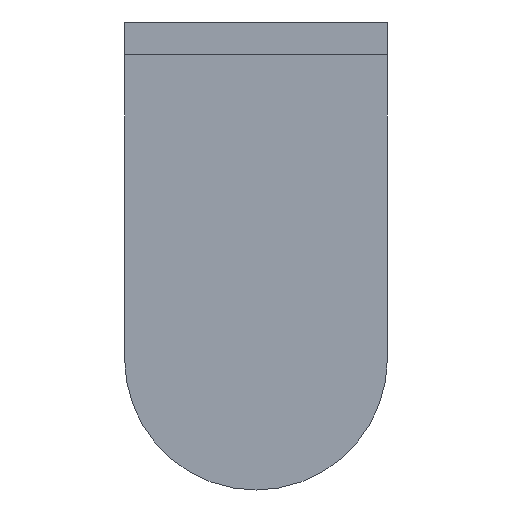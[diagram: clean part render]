
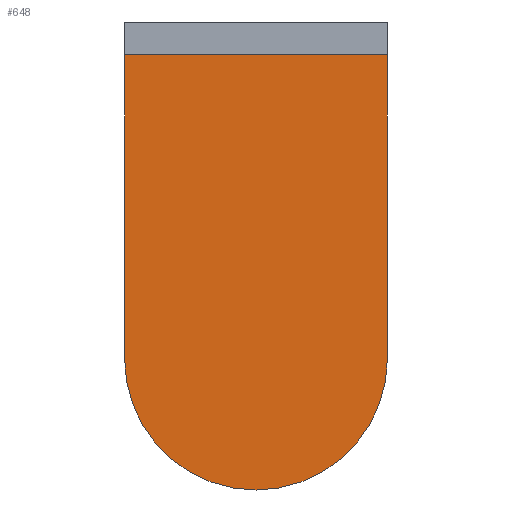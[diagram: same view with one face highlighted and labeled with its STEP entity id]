
A CAD part, left-side view. The second image highlights one B-rep face of the part: STEP entity #648.
In plain terms, the highlighted planar face has unit normal (-1, 0, 0).
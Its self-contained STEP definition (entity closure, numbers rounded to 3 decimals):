
#36=LINE('',#980,#104);
#59=LINE('',#1030,#127);
#60=LINE('',#1031,#128);
#104=VECTOR('',#782,10.);
#127=VECTOR('',#823,10.);
#128=VECTOR('',#824,10.);
#178=FACE_OUTER_BOUND('',#216,.T.);
#216=EDGE_LOOP('',(#480,#481,#482,#483));
#256=CIRCLE('',#699,8.);
#289=VERTEX_POINT('',#978);
#290=VERTEX_POINT('',#979);
#307=VERTEX_POINT('',#1023);
#308=VERTEX_POINT('',#1025);
#352=EDGE_CURVE('',#289,#290,#36,.T.);
#374=EDGE_CURVE('',#308,#307,#256,.T.);
#377=EDGE_CURVE('',#307,#289,#59,.T.);
#378=EDGE_CURVE('',#290,#308,#60,.T.);
#480=ORIENTED_EDGE('',*,*,#377,.T.);
#481=ORIENTED_EDGE('',*,*,#352,.T.);
#482=ORIENTED_EDGE('',*,*,#378,.T.);
#483=ORIENTED_EDGE('',*,*,#374,.T.);
#622=PLANE('',#700);
#648=ADVANCED_FACE('',(#178),#622,.F.);
#699=AXIS2_PLACEMENT_3D('',#1026,#817,#818);
#700=AXIS2_PLACEMENT_3D('',#1029,#821,#822);
#782=DIRECTION('',(0.,1.,0.));
#817=DIRECTION('center_axis',(-1.,0.,0.));
#818=DIRECTION('ref_axis',(0.,-1.,0.));
#821=DIRECTION('center_axis',(1.,0.,0.));
#822=DIRECTION('ref_axis',(0.,1.,0.));
#823=DIRECTION('',(0.,0.,1.));
#824=DIRECTION('',(0.,0.,-1.));
#978=CARTESIAN_POINT('',(-16.,-8.,18.5));
#979=CARTESIAN_POINT('',(-16.,8.,18.5));
#980=CARTESIAN_POINT('',(-16.,-4.,18.5));
#1023=CARTESIAN_POINT('',(-16.,-8.,0.));
#1025=CARTESIAN_POINT('',(-16.,8.,0.));
#1026=CARTESIAN_POINT('Origin',(-16.,0.,0.));
#1029=CARTESIAN_POINT('Origin',(-16.,0.,19.5));
#1030=CARTESIAN_POINT('',(-16.,-8.,20.5));
#1031=CARTESIAN_POINT('',(-16.,8.,18.5));
